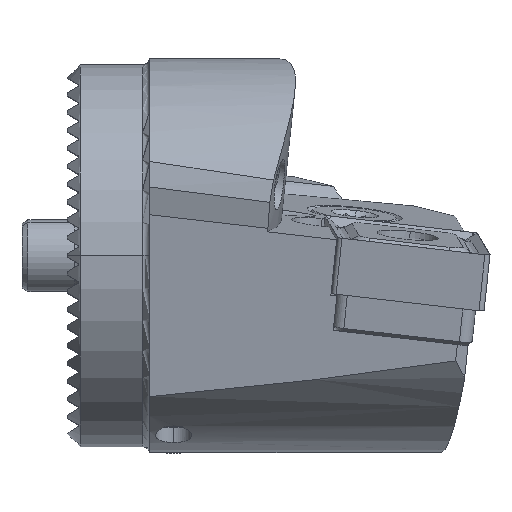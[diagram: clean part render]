
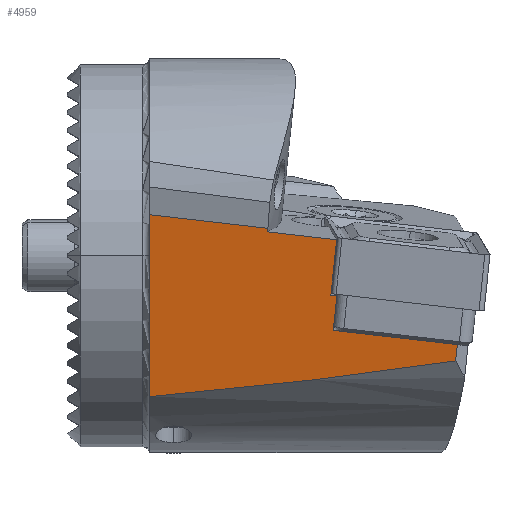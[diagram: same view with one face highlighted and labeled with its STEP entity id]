
A CAD part, top view. The second image highlights one B-rep face of the part: STEP entity #4959.
In plain terms, the highlighted planar face has unit normal (-0.087, -0.13, 0.988).
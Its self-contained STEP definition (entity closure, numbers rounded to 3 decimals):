
#71 = CARTESIAN_POINT ( 'NONE',  ( 16.369, 1.967, 19.769 ) ) ;
#741 = CARTESIAN_POINT ( 'NONE',  ( 6.5, -11.835, 17.09 ) ) ;
#808 = DIRECTION ( 'NONE',  ( 0., 0.991, 0.13 ) ) ;
#1124 = CARTESIAN_POINT ( 'NONE',  ( 16.4, 2.263, 19.81 ) ) ;
#1526 = CARTESIAN_POINT ( 'NONE',  ( 21.871, -6.283, 19.168 ) ) ;
#1705 = DIRECTION ( 'NONE',  ( 0.104, 0.985, 0.138 ) ) ;
#1819 = EDGE_CURVE ( 'NONE', #9675, #9700, #10794, .T. ) ;
#1890 = ORIENTED_EDGE ( 'NONE', *, *, #18272, .T. ) ;
#2171 = ORIENTED_EDGE ( 'NONE', *, *, #2872, .F. ) ;
#2345 = CARTESIAN_POINT ( 'NONE',  ( 21.673, -3.33, 19.539 ) ) ;
#2585 = EDGE_CURVE ( 'NONE', #7811, #15006, #12895, .T. ) ;
#2726 = CARTESIAN_POINT ( 'NONE',  ( 39.975, -0.456, 21.522 ) ) ;
#2832 = CARTESIAN_POINT ( 'NONE',  ( 22.176, -3.388, 19.575 ) ) ;
#2872 = EDGE_CURVE ( 'NONE', #15006, #9675, #3304, .T. ) ;
#3110 = ORIENTED_EDGE ( 'NONE', *, *, #2585, .F. ) ;
#3304 = LINE ( 'NONE', #8125, #11737 ) ;
#3441 = LINE ( 'NONE', #2726, #10951 ) ;
#4189 = AXIS2_PLACEMENT_3D ( 'NONE', #17199, #8229, #9754 ) ;
#4348 = EDGE_CURVE ( 'NONE', #18902, #18482, #17281, .T. ) ;
#4378 = CARTESIAN_POINT ( 'NONE',  ( 6.5, -11.835, 17.09 ) ) ;
#4950 = LINE ( 'NONE', #6584, #15731 ) ;
#4959 = ADVANCED_FACE ( 'NONE', ( #11685 ), #16046, .F. ) ;
#5459 = ORIENTED_EDGE ( 'NONE', *, *, #1819, .F. ) ;
#6049 = CARTESIAN_POINT ( 'NONE',  ( -1.383, 4.014, 18.48 ) ) ;
#6584 = CARTESIAN_POINT ( 'NONE',  ( 29.831, -30.687, 16.662 ) ) ;
#7054 = LINE ( 'NONE', #11951, #12476 ) ;
#7058 =( BOUNDED_CURVE ( )  B_SPLINE_CURVE ( 3, ( #17220, #12752, #18683, #741 ),
 .UNSPECIFIED., .F., .F. ) 
 B_SPLINE_CURVE_WITH_KNOTS ( ( 4, 4 ),
 ( 0.482, 0.704 ),
 .UNSPECIFIED. ) 
 CURVE ( )  GEOMETRIC_REPRESENTATION_ITEM ( )  RATIONAL_B_SPLINE_CURVE ( ( 1., 0.996, 0.996, 1. ) ) 
 REPRESENTATION_ITEM ( '' )  );
#7453 = EDGE_CURVE ( 'NONE', #12362, #18860, #16082, .T. ) ;
#7811 = VERTEX_POINT ( 'NONE', #13248 ) ;
#7950 = EDGE_LOOP ( 'NONE', ( #8705, #1890, #13381, #5459, #2171, #3110, #10641, #10837, #9232, #14644 ) ) ;
#8125 = CARTESIAN_POINT ( 'NONE',  ( 34.604, -4.821, 20.478 ) ) ;
#8191 = CARTESIAN_POINT ( 'NONE',  ( 6.5, 18.237, 21.039 ) ) ;
#8229 = DIRECTION ( 'NONE',  ( 0.087, 0.13, -0.988 ) ) ;
#8705 = ORIENTED_EDGE ( 'NONE', *, *, #16560, .F. ) ;
#9232 = ORIENTED_EDGE ( 'NONE', *, *, #14413, .T. ) ;
#9675 = VERTEX_POINT ( 'NONE', #2832 ) ;
#9700 = VERTEX_POINT ( 'NONE', #1526 ) ;
#9754 = DIRECTION ( 'NONE',  ( 0., 0.991, 0.13 ) ) ;
#10175 = VERTEX_POINT ( 'NONE', #16340 ) ;
#10248 = DIRECTION ( 'NONE',  ( -0.991, 0.114, -0.072 ) ) ;
#10641 = ORIENTED_EDGE ( 'NONE', *, *, #14235, .T. ) ;
#10794 = LINE ( 'NONE', #15120, #18496 ) ;
#10837 = ORIENTED_EDGE ( 'NONE', *, *, #7453, .T. ) ;
#10951 = VECTOR ( 'NONE', #11714, 1000. ) ;
#11161 = LINE ( 'NONE', #6049, #14454 ) ;
#11163 = DIRECTION ( 'NONE',  ( 0.991, -0.114, 0.072 ) ) ;
#11685 = FACE_OUTER_BOUND ( 'NONE', #7950, .T. ) ;
#11714 = DIRECTION ( 'NONE',  ( -0.991, 0.114, -0.072 ) ) ;
#11737 = VECTOR ( 'NONE', #11163, 1000. ) ;
#11951 = CARTESIAN_POINT ( 'NONE',  ( 22.025, -6.301, 19.179 ) ) ;
#12112 = VECTOR ( 'NONE', #1705, 1000. ) ;
#12362 = VERTEX_POINT ( 'NONE', #13598 ) ;
#12476 = VECTOR ( 'NONE', #10248, 1000. ) ;
#12752 = CARTESIAN_POINT ( 'NONE',  ( 25.015, -9.936, 18.964 ) ) ;
#12895 = LINE ( 'NONE', #19306, #15240 ) ;
#13080 = CARTESIAN_POINT ( 'NONE',  ( 32.27, -7.483, 19.923 ) ) ;
#13248 = CARTESIAN_POINT ( 'NONE',  ( 22.159, 1.3, 20.189 ) ) ;
#13351 = VECTOR ( 'NONE', #808, 1000. ) ;
#13361 = CARTESIAN_POINT ( 'NONE',  ( 6.5, 3.404, 19.091 ) ) ;
#13381 = ORIENTED_EDGE ( 'NONE', *, *, #17530, .T. ) ;
#13421 = DIRECTION ( 'NONE',  ( -0.104, -0.985, -0.138 ) ) ;
#13598 = CARTESIAN_POINT ( 'NONE',  ( 16.369, 1.967, 19.769 ) ) ;
#13748 = DIRECTION ( 'NONE',  ( -0.104, -0.985, -0.138 ) ) ;
#14235 = EDGE_CURVE ( 'NONE', #7811, #12362, #11161, .T. ) ;
#14413 = EDGE_CURVE ( 'NONE', #18860, #18482, #3441, .T. ) ;
#14454 = VECTOR ( 'NONE', #18043, 1000. ) ;
#14644 = ORIENTED_EDGE ( 'NONE', *, *, #4348, .F. ) ;
#15006 = VERTEX_POINT ( 'NONE', #2345 ) ;
#15120 = CARTESIAN_POINT ( 'NONE',  ( 21.871, -6.283, 19.168 ) ) ;
#15240 = VECTOR ( 'NONE', #13421, 1000. ) ;
#15529 = VERTEX_POINT ( 'NONE', #13080 ) ;
#15731 = VECTOR ( 'NONE', #17188, 1000. ) ;
#16046 = PLANE ( 'NONE',  #4189 ) ;
#16082 = LINE ( 'NONE', #71, #12112 ) ;
#16340 = CARTESIAN_POINT ( 'NONE',  ( 32.127, -8.842, 19.732 ) ) ;
#16560 = EDGE_CURVE ( 'NONE', #10175, #18902, #7058, .T. ) ;
#17188 = DIRECTION ( 'NONE',  ( 0.104, 0.985, 0.138 ) ) ;
#17199 = CARTESIAN_POINT ( 'NONE',  ( 36.714, -31.481, 17.162 ) ) ;
#17220 = CARTESIAN_POINT ( 'NONE',  ( 32.127, -8.842, 19.732 ) ) ;
#17281 = LINE ( 'NONE', #8191, #13351 ) ;
#17530 = EDGE_CURVE ( 'NONE', #15529, #9700, #7054, .T. ) ;
#18043 = DIRECTION ( 'NONE',  ( -0.991, 0.114, -0.072 ) ) ;
#18272 = EDGE_CURVE ( 'NONE', #10175, #15529, #4950, .T. ) ;
#18482 = VERTEX_POINT ( 'NONE', #13361 ) ;
#18496 = VECTOR ( 'NONE', #13748, 1000. ) ;
#18683 = CARTESIAN_POINT ( 'NONE',  ( 16.437, -10.938, 18.08 ) ) ;
#18860 = VERTEX_POINT ( 'NONE', #1124 ) ;
#18902 = VERTEX_POINT ( 'NONE', #4378 ) ;
#19306 = CARTESIAN_POINT ( 'NONE',  ( 21.673, -3.33, 19.539 ) ) ;
